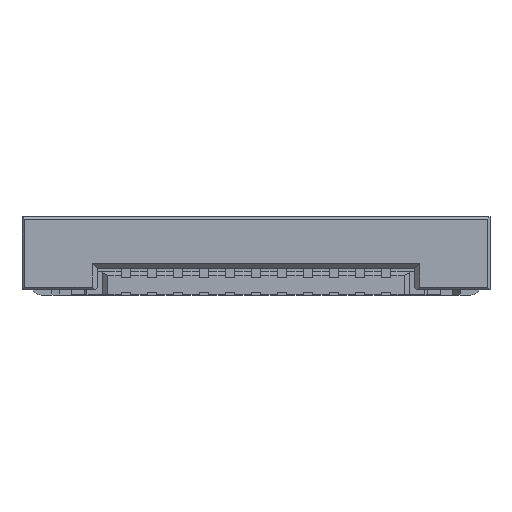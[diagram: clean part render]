
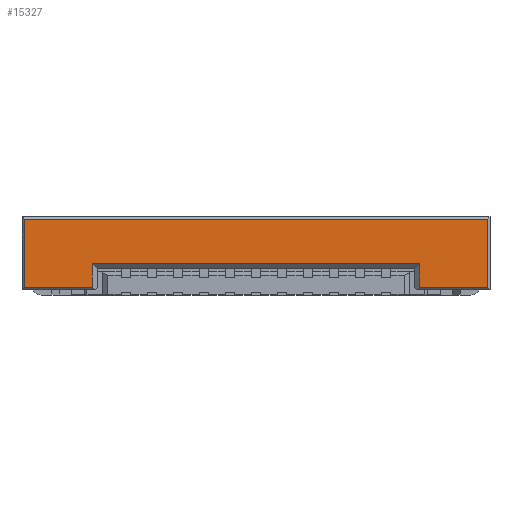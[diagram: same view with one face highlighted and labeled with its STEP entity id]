
A CAD part, top view. The second image highlights one B-rep face of the part: STEP entity #15327.
In plain terms, the highlighted planar face has unit normal (0, 0, 1).
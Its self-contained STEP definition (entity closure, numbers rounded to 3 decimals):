
#5565=DIRECTION('',(0.,-1.,0.));
#5566=VECTOR('',#5565,2.624);
#5567=CARTESIAN_POINT('',(-8.912,2.912,6.7));
#5568=LINE('',#5567,#5566);
#5569=DIRECTION('',(1.,0.,0.));
#5570=VECTOR('',#5569,17.824);
#5571=CARTESIAN_POINT('',(-8.912,2.912,6.7));
#5572=LINE('',#5571,#5570);
#5581=DIRECTION('',(0.,1.,0.));
#5582=VECTOR('',#5581,0.912);
#5583=CARTESIAN_POINT('',(-6.3,0.288,6.7));
#5584=LINE('',#5583,#5582);
#5601=DIRECTION('',(-1.,0.,0.));
#5602=VECTOR('',#5601,12.6);
#5603=CARTESIAN_POINT('',(6.3,1.2,6.7));
#5604=LINE('',#5603,#5602);
#5613=DIRECTION('',(0.,1.,0.));
#5614=VECTOR('',#5613,0.912);
#5615=CARTESIAN_POINT('',(6.3,0.288,6.7));
#5616=LINE('',#5615,#5614);
#5641=DIRECTION('',(1.,0.,0.));
#5642=VECTOR('',#5641,2.612);
#5643=CARTESIAN_POINT('',(6.3,0.288,6.7));
#5644=LINE('',#5643,#5642);
#5653=DIRECTION('',(0.,-1.,0.));
#5654=VECTOR('',#5653,2.624);
#5655=CARTESIAN_POINT('',(8.912,2.912,6.7));
#5656=LINE('',#5655,#5654);
#5741=DIRECTION('',(1.,0.,0.));
#5742=VECTOR('',#5741,2.612);
#5743=CARTESIAN_POINT('',(-8.912,0.288,6.7));
#5744=LINE('',#5743,#5742);
#6814=CARTESIAN_POINT('',(-8.912,0.288,6.7));
#6816=VERTEX_POINT('',#6814);
#6817=CARTESIAN_POINT('',(-8.912,2.912,6.7));
#6818=CARTESIAN_POINT('',(8.912,2.912,6.7));
#6819=VERTEX_POINT('',#6817);
#6820=VERTEX_POINT('',#6818);
#6835=CARTESIAN_POINT('',(-6.3,0.288,6.7));
#6836=CARTESIAN_POINT('',(-6.3,1.2,6.7));
#6837=VERTEX_POINT('',#6835);
#6838=VERTEX_POINT('',#6836);
#6847=CARTESIAN_POINT('',(6.3,1.2,6.7));
#6848=VERTEX_POINT('',#6847);
#6851=CARTESIAN_POINT('',(6.3,0.288,6.7));
#6852=VERTEX_POINT('',#6851);
#6859=CARTESIAN_POINT('',(8.912,0.288,6.7));
#6860=VERTEX_POINT('',#6859);
#15306=CARTESIAN_POINT('',(-9.,3.,6.7));
#15307=DIRECTION('',(0.,0.,1.));
#15308=DIRECTION('',(0.,-1.,0.));
#15309=AXIS2_PLACEMENT_3D('',#15306,#15307,#15308);
#15310=PLANE('',#15309);
#15312=ORIENTED_EDGE('',*,*,#15311,.F.);
#15314=ORIENTED_EDGE('',*,*,#15313,.F.);
#15315=ORIENTED_EDGE('',*,*,#15284,.F.);
#15316=ORIENTED_EDGE('',*,*,#15296,.T.);
#15318=ORIENTED_EDGE('',*,*,#15317,.T.);
#15320=ORIENTED_EDGE('',*,*,#15319,.F.);
#15322=ORIENTED_EDGE('',*,*,#15321,.T.);
#15324=ORIENTED_EDGE('',*,*,#15323,.T.);
#15325=EDGE_LOOP('',(#15312,#15314,#15315,#15316,#15318,#15320,#15322,#15324));
#15326=FACE_OUTER_BOUND('',#15325,.F.);
#15327=ADVANCED_FACE('',(#15326),#15310,.T.);
#15284=EDGE_CURVE('',#6819,#6816,#5568,.T.);
#15296=EDGE_CURVE('',#6819,#6820,#5572,.T.);
#15311=EDGE_CURVE('',#6837,#6838,#5584,.T.);
#15313=EDGE_CURVE('',#6816,#6837,#5744,.T.);
#15317=EDGE_CURVE('',#6820,#6860,#5656,.T.);
#15319=EDGE_CURVE('',#6852,#6860,#5644,.T.);
#15321=EDGE_CURVE('',#6852,#6848,#5616,.T.);
#15323=EDGE_CURVE('',#6848,#6838,#5604,.T.);
